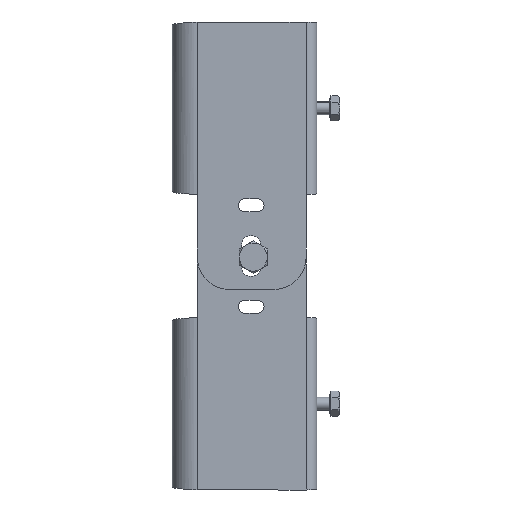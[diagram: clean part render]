
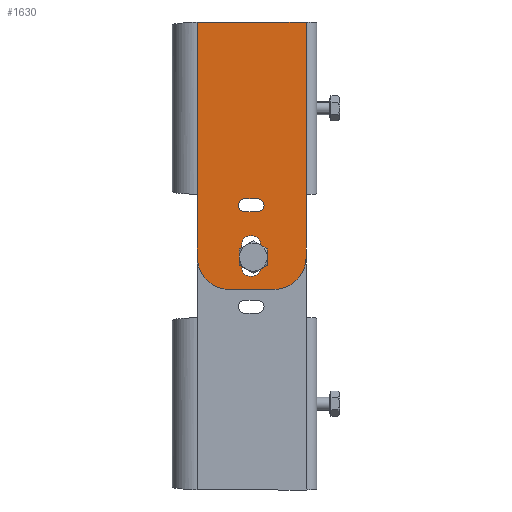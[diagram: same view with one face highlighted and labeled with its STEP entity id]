
A CAD part, left-side view. The second image highlights one B-rep face of the part: STEP entity #1630.
In plain terms, the highlighted planar face has unit normal (-1, 0, 0).
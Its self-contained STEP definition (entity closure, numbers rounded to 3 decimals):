
#56 = VECTOR ( 'NONE', #4012, 1000. ) ;
#100 = DIRECTION ( 'NONE',  ( -1., 0., 0. ) ) ;
#156 = VERTEX_POINT ( 'NONE', #2761 ) ;
#238 = LINE ( 'NONE', #1181, #56 ) ;
#244 = CARTESIAN_POINT ( 'NONE',  ( 0., 55.5, -69. ) ) ;
#301 = VECTOR ( 'NONE', #6367, 1000. ) ;
#383 = EDGE_CURVE ( 'NONE', #5181, #1074, #1383, .T. ) ;
#384 = ORIENTED_EDGE ( 'NONE', *, *, #1272, .T. ) ;
#404 = ORIENTED_EDGE ( 'NONE', *, *, #3784, .T. ) ;
#468 = EDGE_CURVE ( 'NONE', #1074, #4743, #2108, .T. ) ;
#502 = CARTESIAN_POINT ( 'NONE',  ( 0., 33.5, -48. ) ) ;
#565 = DIRECTION ( 'NONE',  ( -1., 0., 0. ) ) ;
#573 = FACE_BOUND ( 'NONE', #2055, .T. ) ;
#582 = DIRECTION ( 'NONE',  ( 0., 0., 1. ) ) ;
#585 = LINE ( 'NONE', #5234, #3980 ) ;
#605 = VERTEX_POINT ( 'NONE', #4963 ) ;
#624 = CARTESIAN_POINT ( 'NONE',  ( 0., 26., -73.5 ) ) ;
#641 = VERTEX_POINT ( 'NONE', #244 ) ;
#682 = CARTESIAN_POINT ( 'NONE',  ( 0., 20., -84. ) ) ;
#714 = EDGE_CURVE ( 'NONE', #605, #4507, #2028, .T. ) ;
#731 = AXIS2_PLACEMENT_3D ( 'NONE', #2291, #6214, #3351 ) ;
#821 = LINE ( 'NONE', #2284, #5805 ) ;
#895 = ORIENTED_EDGE ( 'NONE', *, *, #4555, .F. ) ;
#916 = VERTEX_POINT ( 'NONE', #1237 ) ;
#950 = CIRCLE ( 'NONE', #4643, 4.5 ) ;
#1020 = DIRECTION ( 'NONE',  ( -1., 0., 0. ) ) ;
#1042 = ORIENTED_EDGE ( 'NONE', *, *, #5512, .F. ) ;
#1074 = VERTEX_POINT ( 'NONE', #3748 ) ;
#1181 = CARTESIAN_POINT ( 'NONE',  ( 0., 5., 40. ) ) ;
#1205 = VECTOR ( 'NONE', #4667, 1000. ) ;
#1237 = CARTESIAN_POINT ( 'NONE',  ( 0., 5., -69. ) ) ;
#1252 = CARTESIAN_POINT ( 'NONE',  ( 0., 30.5, -73.5 ) ) ;
#1267 = VERTEX_POINT ( 'NONE', #4797 ) ;
#1272 = EDGE_CURVE ( 'NONE', #6030, #916, #1752, .T. ) ;
#1383 = LINE ( 'NONE', #6209, #1205 ) ;
#1407 = DIRECTION ( 'NONE',  ( 0., 1., 0. ) ) ;
#1409 = CIRCLE ( 'NONE', #3377, 3. ) ;
#1443 = DIRECTION ( 'NONE',  ( 0., 0., 1. ) ) ;
#1510 = EDGE_CURVE ( 'NONE', #6293, #156, #4692, .T. ) ;
#1521 = CARTESIAN_POINT ( 'NONE',  ( 0., 35., -63.5 ) ) ;
#1568 = LINE ( 'NONE', #5729, #6347 ) ;
#1586 = EDGE_CURVE ( 'NONE', #641, #2052, #5739, .T. ) ;
#1630 = ADVANCED_FACE ( 'NONE', ( #1989, #3086, #573 ), #3793, .T. ) ;
#1661 = CARTESIAN_POINT ( 'NONE',  ( 0., 27.5, -45. ) ) ;
#1752 = CIRCLE ( 'NONE', #5498, 15. ) ;
#1788 = DIRECTION ( 'NONE',  ( 0., 0., -1. ) ) ;
#1832 = LINE ( 'NONE', #624, #2939 ) ;
#1895 = ORIENTED_EDGE ( 'NONE', *, *, #383, .F. ) ;
#1933 = ORIENTED_EDGE ( 'NONE', *, *, #4254, .F. ) ;
#1957 = EDGE_CURVE ( 'NONE', #5175, #6293, #821, .T. ) ;
#1989 = FACE_OUTER_BOUND ( 'NONE', #4926, .T. ) ;
#1996 = CARTESIAN_POINT ( 'NONE',  ( 0., 20., -69. ) ) ;
#1997 = ORIENTED_EDGE ( 'NONE', *, *, #4076, .F. ) ;
#2028 = LINE ( 'NONE', #5949, #5777 ) ;
#2052 = VERTEX_POINT ( 'NONE', #3697 ) ;
#2055 = EDGE_LOOP ( 'NONE', ( #3210, #6310, #5990, #1933, #1997 ) ) ;
#2108 = CIRCLE ( 'NONE', #2356, 3. ) ;
#2166 = EDGE_CURVE ( 'NONE', #2052, #6030, #1568, .T. ) ;
#2225 = ORIENTED_EDGE ( 'NONE', *, *, #714, .F. ) ;
#2272 = ORIENTED_EDGE ( 'NONE', *, *, #2492, .T. ) ;
#2284 = CARTESIAN_POINT ( 'NONE',  ( 0., 35., -73.5 ) ) ;
#2291 = CARTESIAN_POINT ( 'NONE',  ( 0., 40.5, -69. ) ) ;
#2335 = CARTESIAN_POINT ( 'NONE',  ( 0., 30.5, -63.5 ) ) ;
#2356 = AXIS2_PLACEMENT_3D ( 'NONE', #1661, #2393, #2410 ) ;
#2393 = DIRECTION ( 'NONE',  ( -1., 0., 0. ) ) ;
#2410 = DIRECTION ( 'NONE',  ( 0., 0., 1. ) ) ;
#2471 = AXIS2_PLACEMENT_3D ( 'NONE', #1996, #5754, #2936 ) ;
#2492 = EDGE_CURVE ( 'NONE', #916, #1267, #585, .T. ) ;
#2661 = DIRECTION ( 'NONE',  ( 0., 0., 1. ) ) ;
#2761 = CARTESIAN_POINT ( 'NONE',  ( 0., 26., -73.5 ) ) ;
#2781 = LINE ( 'NONE', #4660, #3944 ) ;
#2782 = DIRECTION ( 'NONE',  ( 0., 0., 1. ) ) ;
#2886 = AXIS2_PLACEMENT_3D ( 'NONE', #2335, #5583, #2782 ) ;
#2894 = VERTEX_POINT ( 'NONE', #5170 ) ;
#2936 = DIRECTION ( 'NONE',  ( 0., 0., 1. ) ) ;
#2939 = VECTOR ( 'NONE', #2661, 1000. ) ;
#2984 = LINE ( 'NONE', #3519, #301 ) ;
#3013 = VECTOR ( 'NONE', #4718, 1000. ) ;
#3073 = CARTESIAN_POINT ( 'NONE',  ( 0., 33.5, -42. ) ) ;
#3077 = EDGE_LOOP ( 'NONE', ( #895, #5209, #3330, #1895 ) ) ;
#3086 = FACE_BOUND ( 'NONE', #3077, .T. ) ;
#3131 = ORIENTED_EDGE ( 'NONE', *, *, #1586, .T. ) ;
#3136 = CARTESIAN_POINT ( 'NONE',  ( 0., 33.5, -45. ) ) ;
#3210 = ORIENTED_EDGE ( 'NONE', *, *, #1510, .F. ) ;
#3330 = ORIENTED_EDGE ( 'NONE', *, *, #468, .F. ) ;
#3351 = DIRECTION ( 'NONE',  ( 0., 0., 1. ) ) ;
#3355 = CARTESIAN_POINT ( 'NONE',  ( 0., 5., 40. ) ) ;
#3377 = AXIS2_PLACEMENT_3D ( 'NONE', #3136, #100, #3588 ) ;
#3519 = CARTESIAN_POINT ( 'NONE',  ( 0., 5., -69. ) ) ;
#3520 = CARTESIAN_POINT ( 'NONE',  ( 0., 30.5, -63.5 ) ) ;
#3588 = DIRECTION ( 'NONE',  ( 0., 0., -1. ) ) ;
#3697 = CARTESIAN_POINT ( 'NONE',  ( 0., 40.5, -84. ) ) ;
#3748 = CARTESIAN_POINT ( 'NONE',  ( 0., 27.5, -48. ) ) ;
#3784 = EDGE_CURVE ( 'NONE', #605, #641, #4040, .T. ) ;
#3793 = PLANE ( 'NONE',  #2471 ) ;
#3882 = VERTEX_POINT ( 'NONE', #4758 ) ;
#3892 = CARTESIAN_POINT ( 'NONE',  ( 0., 20., -69. ) ) ;
#3944 = VECTOR ( 'NONE', #1407, 1000. ) ;
#3949 = DIRECTION ( 'NONE',  ( 0., 0., 1. ) ) ;
#3979 = CARTESIAN_POINT ( 'NONE',  ( 0., 35., -73.5 ) ) ;
#3980 = VECTOR ( 'NONE', #1443, 1000. ) ;
#4012 = DIRECTION ( 'NONE',  ( 0., 1., 0. ) ) ;
#4040 = LINE ( 'NONE', #4245, #3013 ) ;
#4076 = EDGE_CURVE ( 'NONE', #156, #3882, #1832, .T. ) ;
#4145 = EDGE_CURVE ( 'NONE', #5952, #4507, #238, .T. ) ;
#4245 = CARTESIAN_POINT ( 'NONE',  ( 0., 55.5, -40. ) ) ;
#4254 = EDGE_CURVE ( 'NONE', #3882, #2894, #4759, .T. ) ;
#4344 = DIRECTION ( 'NONE',  ( 0., 0., 1. ) ) ;
#4365 = AXIS2_PLACEMENT_3D ( 'NONE', #1252, #4533, #1788 ) ;
#4507 = VERTEX_POINT ( 'NONE', #4906 ) ;
#4533 = DIRECTION ( 'NONE',  ( -1., 0., 0. ) ) ;
#4555 = EDGE_CURVE ( 'NONE', #5291, #5181, #1409, .T. ) ;
#4643 = AXIS2_PLACEMENT_3D ( 'NONE', #3520, #565, #3949 ) ;
#4660 = CARTESIAN_POINT ( 'NONE',  ( 0., 33.5, -42. ) ) ;
#4667 = DIRECTION ( 'NONE',  ( 0., -1., 0. ) ) ;
#4692 = CIRCLE ( 'NONE', #4365, 4.5 ) ;
#4718 = DIRECTION ( 'NONE',  ( 0., 0., -1. ) ) ;
#4743 = VERTEX_POINT ( 'NONE', #6042 ) ;
#4758 = CARTESIAN_POINT ( 'NONE',  ( 0., 26., -63.5 ) ) ;
#4759 = CIRCLE ( 'NONE', #2886, 4.5 ) ;
#4797 = CARTESIAN_POINT ( 'NONE',  ( 0., 5., -40. ) ) ;
#4906 = CARTESIAN_POINT ( 'NONE',  ( 0., 55.5, 40. ) ) ;
#4926 = EDGE_LOOP ( 'NONE', ( #2225, #404, #3131, #6316, #384, #2272, #1042, #4959 ) ) ;
#4959 = ORIENTED_EDGE ( 'NONE', *, *, #4145, .T. ) ;
#4963 = CARTESIAN_POINT ( 'NONE',  ( 0., 55.5, -40. ) ) ;
#5043 = DIRECTION ( 'NONE',  ( 0., 0., -1. ) ) ;
#5170 = CARTESIAN_POINT ( 'NONE',  ( 0., 30.5, -59. ) ) ;
#5175 = VERTEX_POINT ( 'NONE', #1521 ) ;
#5181 = VERTEX_POINT ( 'NONE', #502 ) ;
#5209 = ORIENTED_EDGE ( 'NONE', *, *, #5916, .F. ) ;
#5234 = CARTESIAN_POINT ( 'NONE',  ( 0., 5., -69. ) ) ;
#5288 = EDGE_CURVE ( 'NONE', #2894, #5175, #950, .T. ) ;
#5291 = VERTEX_POINT ( 'NONE', #3073 ) ;
#5498 = AXIS2_PLACEMENT_3D ( 'NONE', #3892, #1020, #4344 ) ;
#5512 = EDGE_CURVE ( 'NONE', #5952, #1267, #2984, .T. ) ;
#5583 = DIRECTION ( 'NONE',  ( -1., 0., 0. ) ) ;
#5729 = CARTESIAN_POINT ( 'NONE',  ( 0., 40.5, -84. ) ) ;
#5739 = CIRCLE ( 'NONE', #731, 15. ) ;
#5754 = DIRECTION ( 'NONE',  ( -1., 0., 0. ) ) ;
#5777 = VECTOR ( 'NONE', #582, 1000. ) ;
#5805 = VECTOR ( 'NONE', #5043, 1000. ) ;
#5916 = EDGE_CURVE ( 'NONE', #4743, #5291, #2781, .T. ) ;
#5949 = CARTESIAN_POINT ( 'NONE',  ( 0., 55.5, -69. ) ) ;
#5952 = VERTEX_POINT ( 'NONE', #3355 ) ;
#5990 = ORIENTED_EDGE ( 'NONE', *, *, #5288, .F. ) ;
#6030 = VERTEX_POINT ( 'NONE', #682 ) ;
#6042 = CARTESIAN_POINT ( 'NONE',  ( 0., 27.5, -42. ) ) ;
#6209 = CARTESIAN_POINT ( 'NONE',  ( 0., 33.5, -48. ) ) ;
#6214 = DIRECTION ( 'NONE',  ( -1., 0., 0. ) ) ;
#6228 = DIRECTION ( 'NONE',  ( 0., -1., 0. ) ) ;
#6293 = VERTEX_POINT ( 'NONE', #3979 ) ;
#6310 = ORIENTED_EDGE ( 'NONE', *, *, #1957, .F. ) ;
#6316 = ORIENTED_EDGE ( 'NONE', *, *, #2166, .T. ) ;
#6347 = VECTOR ( 'NONE', #6228, 1000. ) ;
#6367 = DIRECTION ( 'NONE',  ( 0., 0., -1. ) ) ;
